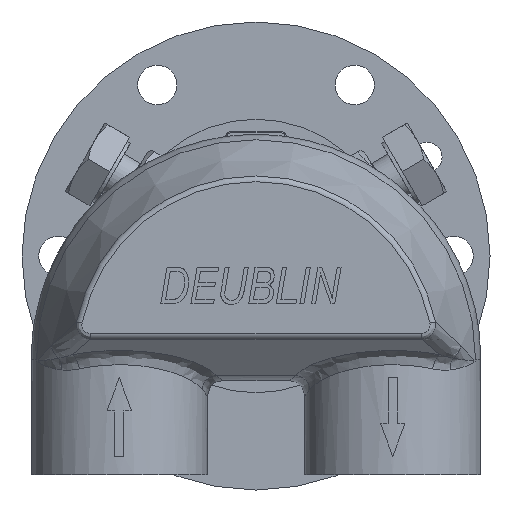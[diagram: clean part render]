
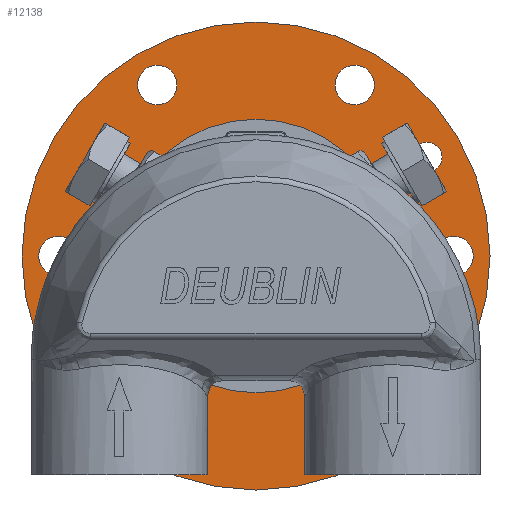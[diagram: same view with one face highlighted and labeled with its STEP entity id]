
A CAD part, left-side view. The second image highlights one B-rep face of the part: STEP entity #12138.
In plain terms, the highlighted planar face has unit normal (-1, 0, 0).
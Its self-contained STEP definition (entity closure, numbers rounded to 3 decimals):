
#1180=FACE_BOUND('',#2926,.T.);
#1181=FACE_BOUND('',#2927,.T.);
#1182=FACE_BOUND('',#2928,.T.);
#1183=FACE_BOUND('',#2929,.T.);
#1184=FACE_BOUND('',#2930,.T.);
#1185=FACE_BOUND('',#2931,.T.);
#1186=FACE_BOUND('',#2932,.T.);
#1187=FACE_BOUND('',#2933,.T.);
#1188=FACE_BOUND('',#2934,.T.);
#1550=PLANE('',#13137);
#2185=FACE_OUTER_BOUND('',#2925,.T.);
#2925=EDGE_LOOP('',(#11109,#11110));
#2926=EDGE_LOOP('',(#11111,#11112));
#2927=EDGE_LOOP('',(#11113,#11114));
#2928=EDGE_LOOP('',(#11115,#11116));
#2929=EDGE_LOOP('',(#11117,#11118));
#2930=EDGE_LOOP('',(#11119,#11120));
#2931=EDGE_LOOP('',(#11121,#11122));
#2932=EDGE_LOOP('',(#11123,#11124));
#2933=EDGE_LOOP('',(#11125,#11126));
#2934=EDGE_LOOP('',(#11127,#11128));
#4910=CIRCLE('',#13134,38.5);
#4911=CIRCLE('',#13135,38.5);
#4913=CIRCLE('',#13138,2.459);
#4914=CIRCLE('',#13139,2.459);
#4915=CIRCLE('',#13140,2.459);
#4916=CIRCLE('',#13141,2.459);
#4917=CIRCLE('',#13142,3.25);
#4918=CIRCLE('',#13143,3.25);
#4919=CIRCLE('',#13144,3.25);
#4920=CIRCLE('',#13145,3.25);
#4921=CIRCLE('',#13146,3.25);
#4922=CIRCLE('',#13147,3.25);
#4923=CIRCLE('',#13148,3.25);
#4924=CIRCLE('',#13149,3.25);
#4925=CIRCLE('',#13150,3.25);
#4926=CIRCLE('',#13151,3.25);
#4927=CIRCLE('',#13152,3.25);
#4928=CIRCLE('',#13153,3.25);
#4929=CIRCLE('',#13154,22.5);
#4930=CIRCLE('',#13155,22.5);
#6069=VERTEX_POINT('',#25980);
#6070=VERTEX_POINT('',#25982);
#6071=VERTEX_POINT('',#25987);
#6072=VERTEX_POINT('',#25988);
#6073=VERTEX_POINT('',#25991);
#6074=VERTEX_POINT('',#25992);
#6075=VERTEX_POINT('',#25995);
#6076=VERTEX_POINT('',#25996);
#6077=VERTEX_POINT('',#25999);
#6078=VERTEX_POINT('',#26000);
#6079=VERTEX_POINT('',#26003);
#6080=VERTEX_POINT('',#26004);
#6081=VERTEX_POINT('',#26007);
#6082=VERTEX_POINT('',#26008);
#6083=VERTEX_POINT('',#26011);
#6084=VERTEX_POINT('',#26012);
#6085=VERTEX_POINT('',#26015);
#6086=VERTEX_POINT('',#26016);
#6087=VERTEX_POINT('',#26019);
#6088=VERTEX_POINT('',#26020);
#7773=EDGE_CURVE('',#6069,#6070,#4910,.T.);
#7774=EDGE_CURVE('',#6070,#6069,#4911,.T.);
#7776=EDGE_CURVE('',#6071,#6072,#4913,.T.);
#7777=EDGE_CURVE('',#6072,#6071,#4914,.T.);
#7778=EDGE_CURVE('',#6073,#6074,#4915,.T.);
#7779=EDGE_CURVE('',#6074,#6073,#4916,.T.);
#7780=EDGE_CURVE('',#6075,#6076,#4917,.T.);
#7781=EDGE_CURVE('',#6076,#6075,#4918,.T.);
#7782=EDGE_CURVE('',#6077,#6078,#4919,.T.);
#7783=EDGE_CURVE('',#6078,#6077,#4920,.T.);
#7784=EDGE_CURVE('',#6079,#6080,#4921,.T.);
#7785=EDGE_CURVE('',#6080,#6079,#4922,.T.);
#7786=EDGE_CURVE('',#6081,#6082,#4923,.T.);
#7787=EDGE_CURVE('',#6082,#6081,#4924,.T.);
#7788=EDGE_CURVE('',#6083,#6084,#4925,.T.);
#7789=EDGE_CURVE('',#6084,#6083,#4926,.T.);
#7790=EDGE_CURVE('',#6085,#6086,#4927,.T.);
#7791=EDGE_CURVE('',#6086,#6085,#4928,.T.);
#7792=EDGE_CURVE('',#6087,#6088,#4929,.T.);
#7793=EDGE_CURVE('',#6088,#6087,#4930,.T.);
#11109=ORIENTED_EDGE('',*,*,#7774,.F.);
#11110=ORIENTED_EDGE('',*,*,#7773,.F.);
#11111=ORIENTED_EDGE('',*,*,#7776,.T.);
#11112=ORIENTED_EDGE('',*,*,#7777,.T.);
#11113=ORIENTED_EDGE('',*,*,#7778,.T.);
#11114=ORIENTED_EDGE('',*,*,#7779,.T.);
#11115=ORIENTED_EDGE('',*,*,#7780,.T.);
#11116=ORIENTED_EDGE('',*,*,#7781,.T.);
#11117=ORIENTED_EDGE('',*,*,#7782,.T.);
#11118=ORIENTED_EDGE('',*,*,#7783,.T.);
#11119=ORIENTED_EDGE('',*,*,#7784,.T.);
#11120=ORIENTED_EDGE('',*,*,#7785,.T.);
#11121=ORIENTED_EDGE('',*,*,#7786,.T.);
#11122=ORIENTED_EDGE('',*,*,#7787,.T.);
#11123=ORIENTED_EDGE('',*,*,#7788,.T.);
#11124=ORIENTED_EDGE('',*,*,#7789,.T.);
#11125=ORIENTED_EDGE('',*,*,#7790,.T.);
#11126=ORIENTED_EDGE('',*,*,#7791,.T.);
#11127=ORIENTED_EDGE('',*,*,#7792,.F.);
#11128=ORIENTED_EDGE('',*,*,#7793,.F.);
#12138=ADVANCED_FACE('',(#2185,#1180,#1181,#1182,#1183,#1184,#1185,#1186,
#1187,#1188),#1550,.F.);
#13134=AXIS2_PLACEMENT_3D('',#25983,#15868,#15869);
#13135=AXIS2_PLACEMENT_3D('',#25984,#15870,#15871);
#13137=AXIS2_PLACEMENT_3D('',#25986,#15874,#15875);
#13138=AXIS2_PLACEMENT_3D('',#25989,#15876,#15877);
#13139=AXIS2_PLACEMENT_3D('',#25990,#15878,#15879);
#13140=AXIS2_PLACEMENT_3D('',#25993,#15880,#15881);
#13141=AXIS2_PLACEMENT_3D('',#25994,#15882,#15883);
#13142=AXIS2_PLACEMENT_3D('',#25997,#15884,#15885);
#13143=AXIS2_PLACEMENT_3D('',#25998,#15886,#15887);
#13144=AXIS2_PLACEMENT_3D('',#26001,#15888,#15889);
#13145=AXIS2_PLACEMENT_3D('',#26002,#15890,#15891);
#13146=AXIS2_PLACEMENT_3D('',#26005,#15892,#15893);
#13147=AXIS2_PLACEMENT_3D('',#26006,#15894,#15895);
#13148=AXIS2_PLACEMENT_3D('',#26009,#15896,#15897);
#13149=AXIS2_PLACEMENT_3D('',#26010,#15898,#15899);
#13150=AXIS2_PLACEMENT_3D('',#26013,#15900,#15901);
#13151=AXIS2_PLACEMENT_3D('',#26014,#15902,#15903);
#13152=AXIS2_PLACEMENT_3D('',#26017,#15904,#15905);
#13153=AXIS2_PLACEMENT_3D('',#26018,#15906,#15907);
#13154=AXIS2_PLACEMENT_3D('',#26021,#15908,#15909);
#13155=AXIS2_PLACEMENT_3D('',#26022,#15910,#15911);
#15868=DIRECTION('center_axis',(1.,0.,0.));
#15869=DIRECTION('ref_axis',(0.,-1.,0.));
#15870=DIRECTION('center_axis',(1.,0.,0.));
#15871=DIRECTION('ref_axis',(0.,-1.,0.));
#15874=DIRECTION('center_axis',(1.,0.,0.));
#15875=DIRECTION('ref_axis',(0.,0.,-1.));
#15876=DIRECTION('center_axis',(1.,0.,0.));
#15877=DIRECTION('ref_axis',(0.,0.,-1.));
#15878=DIRECTION('center_axis',(1.,0.,0.));
#15879=DIRECTION('ref_axis',(0.,0.,-1.));
#15880=DIRECTION('center_axis',(1.,0.,0.));
#15881=DIRECTION('ref_axis',(0.,0.,1.));
#15882=DIRECTION('center_axis',(1.,0.,0.));
#15883=DIRECTION('ref_axis',(0.,0.,1.));
#15884=DIRECTION('center_axis',(1.,0.,0.));
#15885=DIRECTION('ref_axis',(0.,0.866,0.5));
#15886=DIRECTION('center_axis',(1.,0.,0.));
#15887=DIRECTION('ref_axis',(0.,0.866,0.5));
#15888=DIRECTION('center_axis',(1.,0.,0.));
#15889=DIRECTION('ref_axis',(0.,0.866,-0.5));
#15890=DIRECTION('center_axis',(1.,0.,0.));
#15891=DIRECTION('ref_axis',(0.,0.866,-0.5));
#15892=DIRECTION('center_axis',(1.,0.,0.));
#15893=DIRECTION('ref_axis',(0.,0.,-1.));
#15894=DIRECTION('center_axis',(1.,0.,0.));
#15895=DIRECTION('ref_axis',(0.,0.,-1.));
#15896=DIRECTION('center_axis',(1.,0.,0.));
#15897=DIRECTION('ref_axis',(0.,-0.866,-0.5));
#15898=DIRECTION('center_axis',(1.,0.,0.));
#15899=DIRECTION('ref_axis',(0.,-0.866,-0.5));
#15900=DIRECTION('center_axis',(1.,0.,0.));
#15901=DIRECTION('ref_axis',(0.,-0.866,0.5));
#15902=DIRECTION('center_axis',(1.,0.,0.));
#15903=DIRECTION('ref_axis',(0.,-0.866,0.5));
#15904=DIRECTION('center_axis',(1.,0.,0.));
#15905=DIRECTION('ref_axis',(0.,0.,1.));
#15906=DIRECTION('center_axis',(1.,0.,0.));
#15907=DIRECTION('ref_axis',(0.,0.,1.));
#15908=DIRECTION('center_axis',(-1.,0.,0.));
#15909=DIRECTION('ref_axis',(0.,0.,1.));
#15910=DIRECTION('center_axis',(-1.,0.,0.));
#15911=DIRECTION('ref_axis',(0.,0.,1.));
#25980=CARTESIAN_POINT('',(1.3,38.5,0.));
#25982=CARTESIAN_POINT('',(1.3,0.,38.5));
#25983=CARTESIAN_POINT('Origin',(1.3,0.,0.));
#25984=CARTESIAN_POINT('Origin',(1.3,0.,0.));
#25986=CARTESIAN_POINT('Origin',(1.3,0.,30.5));
#25987=CARTESIAN_POINT('',(1.3,28.146,-18.709));
#25988=CARTESIAN_POINT('',(1.3,28.146,-13.792));
#25989=CARTESIAN_POINT('Origin',(1.3,28.146,-16.25));
#25990=CARTESIAN_POINT('Origin',(1.3,28.146,-16.25));
#25991=CARTESIAN_POINT('',(1.3,-28.146,18.709));
#25992=CARTESIAN_POINT('',(1.3,-28.146,13.792));
#25993=CARTESIAN_POINT('Origin',(1.3,-28.146,16.25));
#25994=CARTESIAN_POINT('Origin',(1.3,-28.146,16.25));
#25995=CARTESIAN_POINT('',(1.3,-13.435,29.771));
#25996=CARTESIAN_POINT('',(1.3,-19.065,26.521));
#25997=CARTESIAN_POINT('Origin',(1.3,-16.25,28.146));
#25998=CARTESIAN_POINT('Origin',(1.3,-16.25,28.146));
#25999=CARTESIAN_POINT('',(1.3,19.065,26.521));
#26000=CARTESIAN_POINT('',(1.3,13.435,29.771));
#26001=CARTESIAN_POINT('Origin',(1.3,16.25,28.146));
#26002=CARTESIAN_POINT('Origin',(1.3,16.25,28.146));
#26003=CARTESIAN_POINT('',(1.3,32.5,-3.25));
#26004=CARTESIAN_POINT('',(1.3,32.5,3.25));
#26005=CARTESIAN_POINT('Origin',(1.3,32.5,0.));
#26006=CARTESIAN_POINT('Origin',(1.3,32.5,0.));
#26007=CARTESIAN_POINT('',(1.3,13.435,-29.771));
#26008=CARTESIAN_POINT('',(1.3,19.065,-26.521));
#26009=CARTESIAN_POINT('Origin',(1.3,16.25,-28.146));
#26010=CARTESIAN_POINT('Origin',(1.3,16.25,-28.146));
#26011=CARTESIAN_POINT('',(1.3,-19.065,-26.521));
#26012=CARTESIAN_POINT('',(1.3,-13.435,-29.771));
#26013=CARTESIAN_POINT('Origin',(1.3,-16.25,-28.146));
#26014=CARTESIAN_POINT('Origin',(1.3,-16.25,-28.146));
#26015=CARTESIAN_POINT('',(1.3,-32.5,3.25));
#26016=CARTESIAN_POINT('',(1.3,-32.5,-3.25));
#26017=CARTESIAN_POINT('Origin',(1.3,-32.5,0.));
#26018=CARTESIAN_POINT('Origin',(1.3,-32.5,0.));
#26019=CARTESIAN_POINT('',(1.3,0.,22.5));
#26020=CARTESIAN_POINT('',(1.3,0.,-22.5));
#26021=CARTESIAN_POINT('Origin',(1.3,0.,0.));
#26022=CARTESIAN_POINT('Origin',(1.3,0.,0.));
